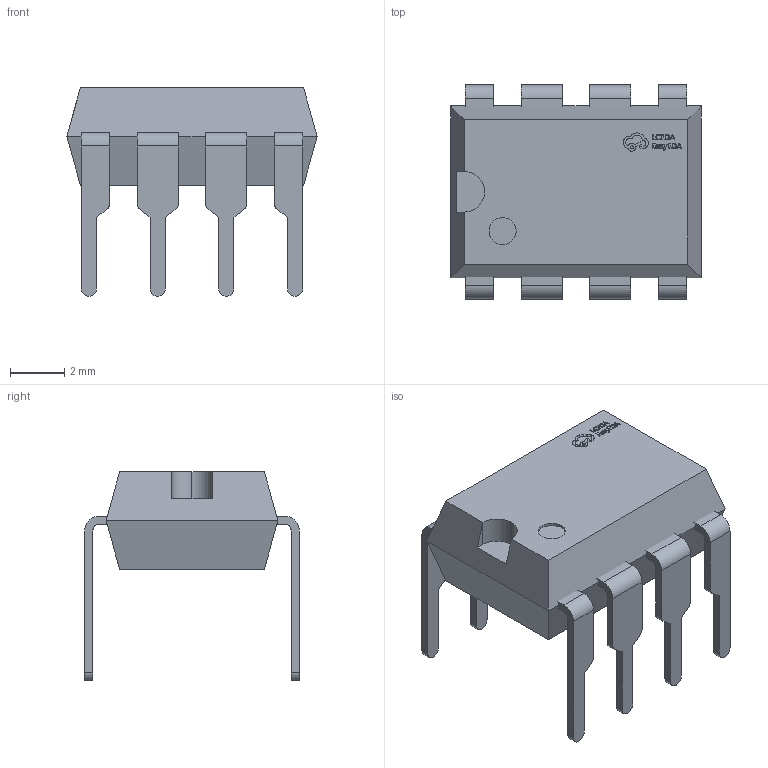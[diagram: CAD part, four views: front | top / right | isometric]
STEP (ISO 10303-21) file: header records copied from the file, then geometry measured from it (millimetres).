
FILE_DESCRIPTION (( 'STEP AP214' ), '1' );
FILE_NAME ('PDIP-8_L10.2-W5.9-H4.5-P2.54-LS7.6-BL.step', '2022-06-21T14:24:03', ( '' ), ( '' ), 'SwSTEP 2.0', 'SolidWorks 2020', '' );
FILE_SCHEMA (( 'AUTOMOTIVE_DESIGN' ));
Length unit declared in the file: millimetre
Products named in the file (1): PDIP-8_L10.2-W5.9-H4.5-P2.54-LS7.6-BL
Bounding box: 9.25 x 7.92 x 7.72 mm (x, y, z)
Volume: 207.2 mm3; surface area: 408.6 mm2
Topology: 5 solids, 5 shells, 417 faces, 1086 edges, 706 vertices
Faces by surface type: plane 265, bspline 112, cylinder 40
Entity records: 18444 total; most frequent: CARTESIAN_POINT 4314, ORIENTED_EDGE 2172, DIRECTION 1550, EDGE_CURVE 1086, LINE 778, VECTOR 778, VERTEX_POINT 706, EDGE_LOOP 444
